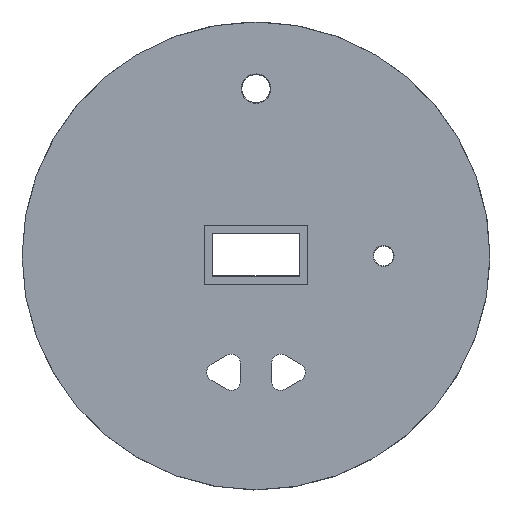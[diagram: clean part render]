
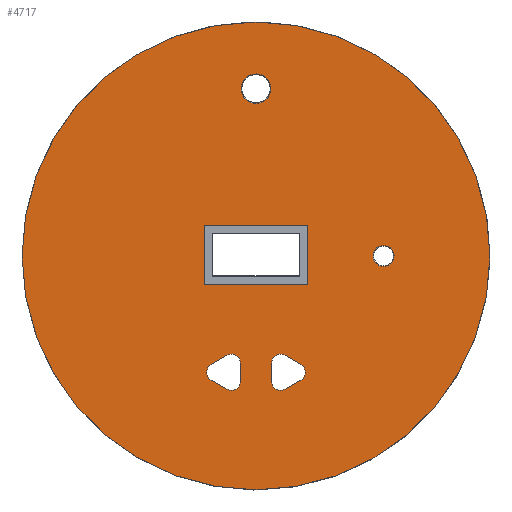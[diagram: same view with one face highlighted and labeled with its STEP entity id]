
A CAD part, top view. The second image highlights one B-rep face of the part: STEP entity #4717.
In plain terms, the highlighted planar face has unit normal (0, 0, 1).
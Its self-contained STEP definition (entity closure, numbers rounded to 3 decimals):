
#130=CIRCLE('',#5013,3.7);
#132=CIRCLE('',#5016,82.5);
#133=CIRCLE('',#5017,5.2);
#134=CIRCLE('',#5018,3.2);
#135=CIRCLE('',#5019,3.2);
#136=CIRCLE('',#5020,3.2);
#137=CIRCLE('',#5021,3.2);
#138=CIRCLE('',#5022,3.2);
#139=CIRCLE('',#5023,3.2);
#412=FACE_BOUND('',#743,.T.);
#413=FACE_BOUND('',#744,.T.);
#414=FACE_BOUND('',#745,.T.);
#415=FACE_BOUND('',#746,.T.);
#416=FACE_BOUND('',#747,.T.);
#447=FACE_OUTER_BOUND('',#742,.T.);
#742=EDGE_LOOP('',(#3179));
#743=EDGE_LOOP('',(#3180));
#744=EDGE_LOOP('',(#3181,#3182,#3183,#3184,#3185,#3186));
#745=EDGE_LOOP('',(#3187,#3188,#3189,#3190,#3191,#3192));
#746=EDGE_LOOP('',(#3193,#3194,#3195,#3196));
#747=EDGE_LOOP('',(#3197));
#1082=LINE('',#7070,#1544);
#1083=LINE('',#7074,#1545);
#1084=LINE('',#7078,#1546);
#1085=LINE('',#7082,#1547);
#1086=LINE('',#7086,#1548);
#1087=LINE('',#7090,#1549);
#1088=LINE('',#7094,#1550);
#1089=LINE('',#7096,#1551);
#1090=LINE('',#7098,#1552);
#1091=LINE('',#7099,#1553);
#1544=VECTOR('',#5583,10.);
#1545=VECTOR('',#5586,10.);
#1546=VECTOR('',#5589,10.);
#1547=VECTOR('',#5592,10.);
#1548=VECTOR('',#5595,10.);
#1549=VECTOR('',#5598,10.);
#1550=VECTOR('',#5601,10.);
#1551=VECTOR('',#5602,10.);
#1552=VECTOR('',#5603,10.);
#1553=VECTOR('',#5604,10.);
#1994=VERTEX_POINT('',#7058);
#1996=VERTEX_POINT('',#7064);
#1997=VERTEX_POINT('',#7066);
#1998=VERTEX_POINT('',#7068);
#1999=VERTEX_POINT('',#7069);
#2000=VERTEX_POINT('',#7071);
#2001=VERTEX_POINT('',#7073);
#2002=VERTEX_POINT('',#7075);
#2003=VERTEX_POINT('',#7077);
#2004=VERTEX_POINT('',#7080);
#2005=VERTEX_POINT('',#7081);
#2006=VERTEX_POINT('',#7083);
#2007=VERTEX_POINT('',#7085);
#2008=VERTEX_POINT('',#7087);
#2009=VERTEX_POINT('',#7089);
#2010=VERTEX_POINT('',#7092);
#2011=VERTEX_POINT('',#7093);
#2012=VERTEX_POINT('',#7095);
#2013=VERTEX_POINT('',#7097);
#2441=EDGE_CURVE('',#1994,#1994,#130,.T.);
#2444=EDGE_CURVE('',#1996,#1996,#132,.T.);
#2445=EDGE_CURVE('',#1997,#1997,#133,.T.);
#2446=EDGE_CURVE('',#1998,#1999,#1082,.T.);
#2447=EDGE_CURVE('',#1999,#2000,#134,.T.);
#2448=EDGE_CURVE('',#2000,#2001,#1083,.T.);
#2449=EDGE_CURVE('',#2001,#2002,#135,.T.);
#2450=EDGE_CURVE('',#2002,#2003,#1084,.T.);
#2451=EDGE_CURVE('',#2003,#1998,#136,.T.);
#2452=EDGE_CURVE('',#2004,#2005,#1085,.T.);
#2453=EDGE_CURVE('',#2005,#2006,#137,.T.);
#2454=EDGE_CURVE('',#2006,#2007,#1086,.T.);
#2455=EDGE_CURVE('',#2007,#2008,#138,.T.);
#2456=EDGE_CURVE('',#2008,#2009,#1087,.T.);
#2457=EDGE_CURVE('',#2009,#2004,#139,.T.);
#2458=EDGE_CURVE('',#2010,#2011,#1088,.T.);
#2459=EDGE_CURVE('',#2011,#2012,#1089,.T.);
#2460=EDGE_CURVE('',#2012,#2013,#1090,.T.);
#2461=EDGE_CURVE('',#2013,#2010,#1091,.T.);
#3179=ORIENTED_EDGE('',*,*,#2444,.T.);
#3180=ORIENTED_EDGE('',*,*,#2445,.F.);
#3181=ORIENTED_EDGE('',*,*,#2446,.T.);
#3182=ORIENTED_EDGE('',*,*,#2447,.T.);
#3183=ORIENTED_EDGE('',*,*,#2448,.T.);
#3184=ORIENTED_EDGE('',*,*,#2449,.T.);
#3185=ORIENTED_EDGE('',*,*,#2450,.T.);
#3186=ORIENTED_EDGE('',*,*,#2451,.T.);
#3187=ORIENTED_EDGE('',*,*,#2452,.T.);
#3188=ORIENTED_EDGE('',*,*,#2453,.T.);
#3189=ORIENTED_EDGE('',*,*,#2454,.T.);
#3190=ORIENTED_EDGE('',*,*,#2455,.T.);
#3191=ORIENTED_EDGE('',*,*,#2456,.T.);
#3192=ORIENTED_EDGE('',*,*,#2457,.T.);
#3193=ORIENTED_EDGE('',*,*,#2458,.T.);
#3194=ORIENTED_EDGE('',*,*,#2459,.T.);
#3195=ORIENTED_EDGE('',*,*,#2460,.T.);
#3196=ORIENTED_EDGE('',*,*,#2461,.T.);
#3197=ORIENTED_EDGE('',*,*,#2441,.F.);
#4564=PLANE('',#5015);
#4717=ADVANCED_FACE('',(#447,#412,#413,#414,#415,#416),#4564,.T.);
#5013=AXIS2_PLACEMENT_3D('',#7059,#5572,#5573);
#5015=AXIS2_PLACEMENT_3D('',#7063,#5577,#5578);
#5016=AXIS2_PLACEMENT_3D('',#7065,#5579,#5580);
#5017=AXIS2_PLACEMENT_3D('',#7067,#5581,#5582);
#5018=AXIS2_PLACEMENT_3D('',#7072,#5584,#5585);
#5019=AXIS2_PLACEMENT_3D('',#7076,#5587,#5588);
#5020=AXIS2_PLACEMENT_3D('',#7079,#5590,#5591);
#5021=AXIS2_PLACEMENT_3D('',#7084,#5593,#5594);
#5022=AXIS2_PLACEMENT_3D('',#7088,#5596,#5597);
#5023=AXIS2_PLACEMENT_3D('',#7091,#5599,#5600);
#5572=DIRECTION('center_axis',(0.,0.,1.));
#5573=DIRECTION('ref_axis',(1.,0.,0.));
#5577=DIRECTION('center_axis',(0.,0.,1.));
#5578=DIRECTION('ref_axis',(1.,0.,0.));
#5579=DIRECTION('center_axis',(0.,0.,1.));
#5580=DIRECTION('ref_axis',(1.,0.,0.));
#5581=DIRECTION('center_axis',(0.,0.,1.));
#5582=DIRECTION('ref_axis',(-1.,0.,0.));
#5583=DIRECTION('',(0.,-1.,0.));
#5584=DIRECTION('center_axis',(0.,0.,-1.));
#5585=DIRECTION('ref_axis',(1.,0.,0.));
#5586=DIRECTION('',(-0.866,0.5,0.));
#5587=DIRECTION('center_axis',(0.,0.,-1.));
#5588=DIRECTION('ref_axis',(-0.5,-0.866,0.));
#5589=DIRECTION('',(0.866,0.5,0.));
#5590=DIRECTION('center_axis',(0.,0.,-1.));
#5591=DIRECTION('ref_axis',(-0.5,0.866,0.));
#5592=DIRECTION('',(0.,1.,0.));
#5593=DIRECTION('center_axis',(0.,0.,-1.));
#5594=DIRECTION('ref_axis',(-1.,0.,0.));
#5595=DIRECTION('',(0.866,-0.5,0.));
#5596=DIRECTION('center_axis',(0.,0.,-1.));
#5597=DIRECTION('ref_axis',(0.5,0.866,0.));
#5598=DIRECTION('',(-0.866,-0.5,0.));
#5599=DIRECTION('center_axis',(0.,0.,-1.));
#5600=DIRECTION('ref_axis',(0.5,-0.866,0.));
#5601=DIRECTION('',(0.,-1.,0.));
#5602=DIRECTION('',(-1.,0.,0.));
#5603=DIRECTION('',(0.,1.,0.));
#5604=DIRECTION('',(1.,0.,0.));
#7058=CARTESIAN_POINT('',(41.3,0.,26.));
#7059=CARTESIAN_POINT('Origin',(45.,0.,26.));
#7063=CARTESIAN_POINT('Origin',(0.,0.,26.));
#7064=CARTESIAN_POINT('',(-82.5,0.,26.));
#7065=CARTESIAN_POINT('Origin',(0.,0.,26.));
#7066=CARTESIAN_POINT('',(5.2,59.,26.));
#7067=CARTESIAN_POINT('Origin',(0.,59.,26.));
#7068=CARTESIAN_POINT('',(-5.467,-37.825,26.));
#7069=CARTESIAN_POINT('',(-5.467,-44.175,26.));
#7070=CARTESIAN_POINT('',(-5.467,-22.088,26.));
#7071=CARTESIAN_POINT('',(-10.267,-46.947,26.));
#7072=CARTESIAN_POINT('Origin',(-8.667,-44.175,26.));
#7073=CARTESIAN_POINT('',(-15.767,-43.771,26.));
#7074=CARTESIAN_POINT('',(-19.331,-41.713,26.));
#7075=CARTESIAN_POINT('',(-15.767,-38.229,26.));
#7076=CARTESIAN_POINT('Origin',(-14.167,-41.,26.));
#7077=CARTESIAN_POINT('',(-10.267,-35.053,26.));
#7078=CARTESIAN_POINT('',(1.173,-28.449,26.));
#7079=CARTESIAN_POINT('Origin',(-8.667,-37.825,26.));
#7080=CARTESIAN_POINT('',(5.467,-44.175,26.));
#7081=CARTESIAN_POINT('',(5.467,-37.825,26.));
#7082=CARTESIAN_POINT('',(5.467,-18.912,26.));
#7083=CARTESIAN_POINT('',(10.267,-35.053,26.));
#7084=CARTESIAN_POINT('Origin',(8.667,-37.825,26.));
#7085=CARTESIAN_POINT('',(15.767,-38.229,26.));
#7086=CARTESIAN_POINT('',(1.577,-30.037,26.));
#7087=CARTESIAN_POINT('',(15.767,-43.771,26.));
#7088=CARTESIAN_POINT('Origin',(14.167,-41.,26.));
#7089=CARTESIAN_POINT('',(10.267,-46.947,26.));
#7090=CARTESIAN_POINT('',(16.581,-43.301,26.));
#7091=CARTESIAN_POINT('Origin',(8.667,-44.175,26.));
#7092=CARTESIAN_POINT('',(18.25,10.75,26.));
#7093=CARTESIAN_POINT('',(18.25,-10.05,26.));
#7094=CARTESIAN_POINT('',(18.25,5.375,26.));
#7095=CARTESIAN_POINT('',(-18.25,-10.05,26.));
#7096=CARTESIAN_POINT('',(9.125,-10.05,26.));
#7097=CARTESIAN_POINT('',(-18.25,10.75,26.));
#7098=CARTESIAN_POINT('',(-18.25,-5.025,26.));
#7099=CARTESIAN_POINT('',(-9.125,10.75,26.));
